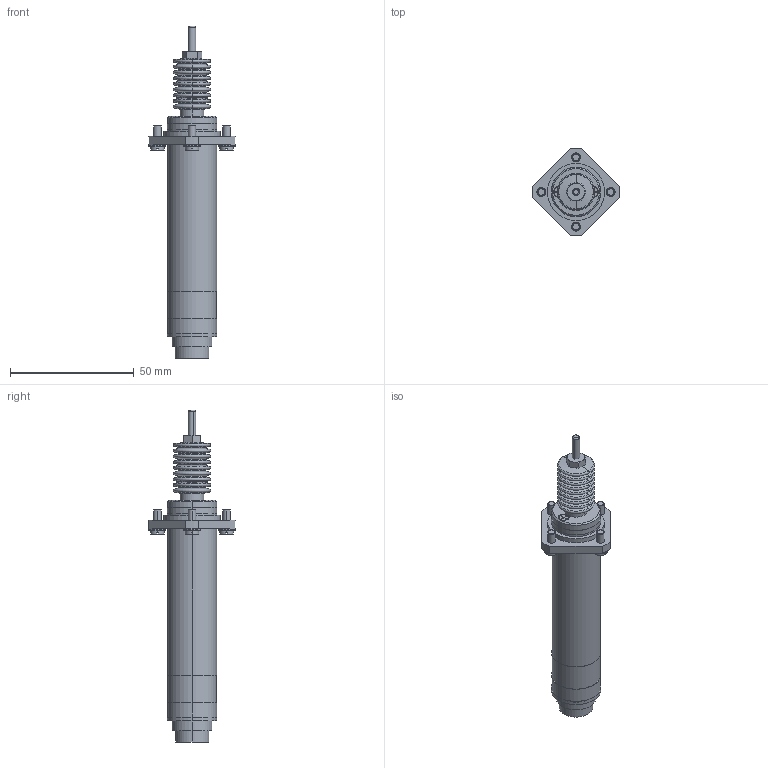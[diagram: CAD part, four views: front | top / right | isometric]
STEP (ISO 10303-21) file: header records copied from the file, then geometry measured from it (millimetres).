
FILE_DESCRIPTION (( 'STEP AP214' ), '1' );
FILE_NAME ('F210g.STEP', '2008-12-02T10:07:08', ( 'novotechnik' ), ( 'novotechnik' ), 'SwSTEP 2.0', 'SolidWorks 2008', '' );
FILE_SCHEMA (( 'AUTOMOTIVE_DESIGN' ));
Length unit declared in the file: millimetre
Products named in the file (4): F210g; F2XXg_Housing_Standard; F210g_Bewegungseinheit_Standard; F2XXg_Zentralbefestigung_Standard
Assembly tree (3 placements, depth 2):
  F210g
    F2XXg_Housing_Standard
    F2XXg_Zentralbefestigung_Standard
    F210g_Bewegungseinheit_Standard
Bounding box: 34.99 x 34.99 x 134 mm (x, y, z)
Volume: 36291 mm3; surface area: 28839.5 mm2
Topology: 25 solids, 25 shells, 821 faces, 1805 edges, 1062 vertices
Faces by surface type: plane 270, cylinder 219, cone 200, torus 120, sphere 10, bspline 2
Entity records: 38472 total; most frequent: CARTESIAN_POINT 10830, DIRECTION 4137, ORIENTED_EDGE 3562, EDGE_CURVE 1781, AXIS2_PLACEMENT_3D 1715, VERTEX_POINT 1052, EDGE_LOOP 925, CIRCLE 890
